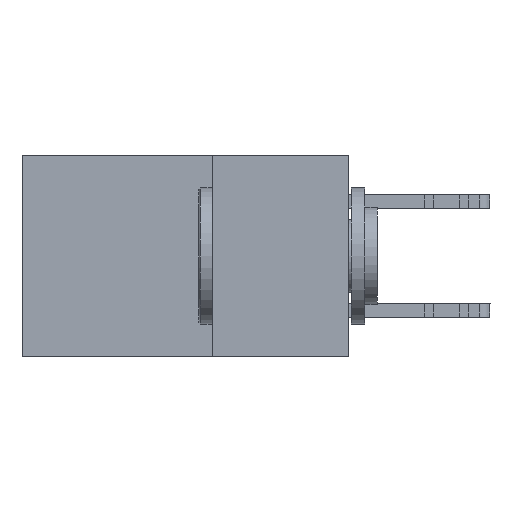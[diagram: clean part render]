
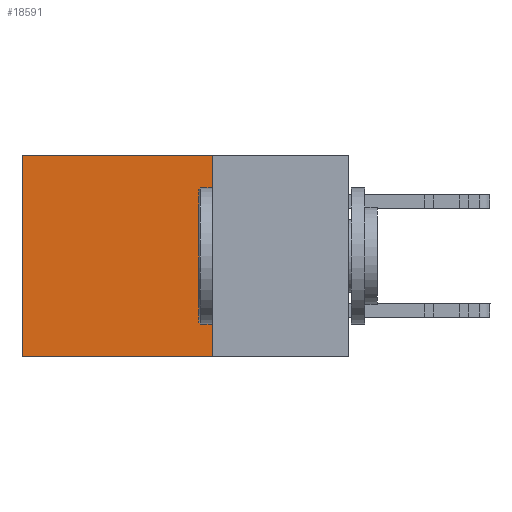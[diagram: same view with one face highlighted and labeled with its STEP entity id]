
A CAD part, left-side view. The second image highlights one B-rep face of the part: STEP entity #18591.
In plain terms, the highlighted planar face has unit normal (-1, 0, 0).
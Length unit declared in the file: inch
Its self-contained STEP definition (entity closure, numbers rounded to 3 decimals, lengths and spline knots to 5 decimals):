
#575 = CARTESIAN_POINT ( 'NONE',  ( 0.2615, 0.25, 0. ) ) ;
#1129 = DIRECTION ( 'NONE',  ( 1., 0., 0. ) ) ;
#2703 = ORIENTED_EDGE ( 'NONE', *, *, #15505, .T. ) ;
#3980 = CARTESIAN_POINT ( 'NONE',  ( 0.2615, 0.25, -0.37 ) ) ;
#4564 = LINE ( 'NONE', #18788, #25636 ) ;
#4760 = EDGE_CURVE ( 'NONE', #12554, #6999, #5866, .T. ) ;
#5029 = DIRECTION ( 'NONE',  ( 0., 1., 0. ) ) ;
#5162 = VECTOR ( 'NONE', #19750, 39.37008 ) ;
#5729 = CARTESIAN_POINT ( 'NONE',  ( 0.2615, 0.25, 0. ) ) ;
#5866 = LINE ( 'NONE', #15424, #5162 ) ;
#6210 = LINE ( 'NONE', #6316, #22871 ) ;
#6316 = CARTESIAN_POINT ( 'NONE',  ( 0.2615, 0.25, -0.37 ) ) ;
#6999 = VERTEX_POINT ( 'NONE', #20572 ) ;
#8097 = ORIENTED_EDGE ( 'NONE', *, *, #25395, .T. ) ;
#8532 = DIRECTION ( 'NONE',  ( 0., 0., -1. ) ) ;
#10083 = EDGE_CURVE ( 'NONE', #25429, #12554, #6210, .T. ) ;
#12142 = PLANE ( 'NONE',  #21888 ) ;
#12539 = VECTOR ( 'NONE', #5029, 39.37008 ) ;
#12554 = VERTEX_POINT ( 'NONE', #3980 ) ;
#13511 = VERTEX_POINT ( 'NONE', #26724 ) ;
#15424 = CARTESIAN_POINT ( 'NONE',  ( 0.2615, 0.25, -0.37 ) ) ;
#15505 = EDGE_CURVE ( 'NONE', #25429, #13511, #19027, .T. ) ;
#16585 = DIRECTION ( 'NONE',  ( 0., 0., -1. ) ) ;
#16621 = ORIENTED_EDGE ( 'NONE', *, *, #10083, .F. ) ;
#18591 = ADVANCED_FACE ( 'NONE', ( #27172 ), #12142, .F. ) ;
#18788 = CARTESIAN_POINT ( 'NONE',  ( 0.2615, 0.6, -0.37 ) ) ;
#19027 = LINE ( 'NONE', #575, #12539 ) ;
#19750 = DIRECTION ( 'NONE',  ( 0., 1., 0. ) ) ;
#20572 = CARTESIAN_POINT ( 'NONE',  ( 0.2615, 0.6, -0.37 ) ) ;
#21888 = AXIS2_PLACEMENT_3D ( 'NONE', #27201, #1129, #16585 ) ;
#22871 = VECTOR ( 'NONE', #8532, 39.37008 ) ;
#22940 = DIRECTION ( 'NONE',  ( 0., 0., -1. ) ) ;
#23829 = EDGE_LOOP ( 'NONE', ( #8097, #25996, #16621, #2703 ) ) ;
#25395 = EDGE_CURVE ( 'NONE', #13511, #6999, #4564, .T. ) ;
#25429 = VERTEX_POINT ( 'NONE', #5729 ) ;
#25636 = VECTOR ( 'NONE', #22940, 39.37008 ) ;
#25996 = ORIENTED_EDGE ( 'NONE', *, *, #4760, .F. ) ;
#26724 = CARTESIAN_POINT ( 'NONE',  ( 0.2615, 0.6, 0. ) ) ;
#27172 = FACE_OUTER_BOUND ( 'NONE', #23829, .T. ) ;
#27201 = CARTESIAN_POINT ( 'NONE',  ( 0.2615, 0.25, -0.37 ) ) ;
